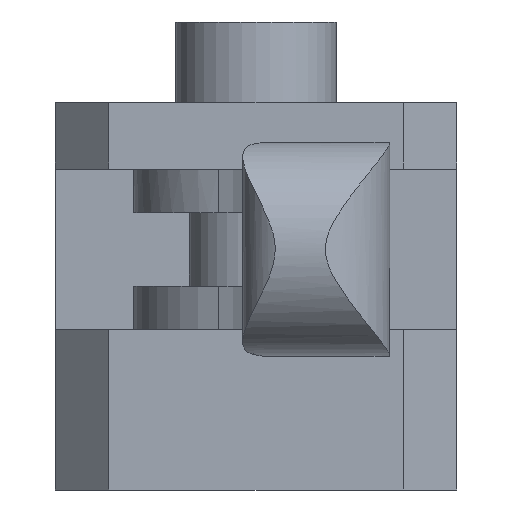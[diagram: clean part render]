
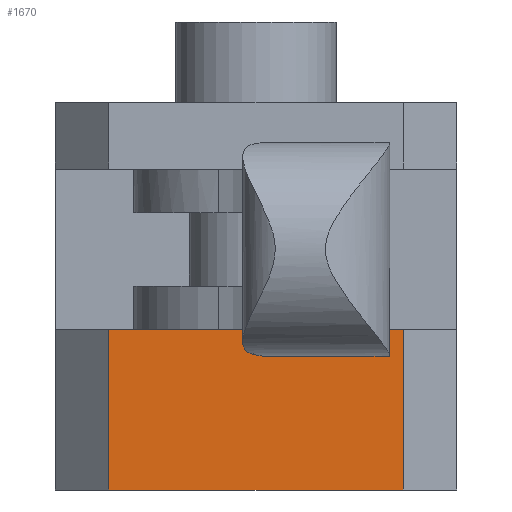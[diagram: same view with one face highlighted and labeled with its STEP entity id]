
A CAD part, left-side view. The second image highlights one B-rep face of the part: STEP entity #1670.
In plain terms, the highlighted planar face has unit normal (-1, 0, 0).
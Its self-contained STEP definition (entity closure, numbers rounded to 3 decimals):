
#44 = CARTESIAN_POINT ( 'NONE',  ( -38.5, 24., 0. ) ) ;
#55 = DIRECTION ( 'NONE',  ( 0., 0., 1. ) ) ;
#143 = EDGE_LOOP ( 'NONE', ( #1377, #2302, #1917, #1560 ) ) ;
#158 = VECTOR ( 'NONE', #55, 1000. ) ;
#181 = CARTESIAN_POINT ( 'NONE',  ( -38.5, -2., 0. ) ) ;
#261 = FACE_OUTER_BOUND ( 'NONE', #143, .T. ) ;
#271 = VERTEX_POINT ( 'NONE', #847 ) ;
#300 = VERTEX_POINT ( 'NONE', #2383 ) ;
#314 = DIRECTION ( 'NONE',  ( 0., 1., 0. ) ) ;
#411 = VERTEX_POINT ( 'NONE', #2151 ) ;
#419 = DIRECTION ( 'NONE',  ( 0., 0., -1. ) ) ;
#486 = DIRECTION ( 'NONE',  ( -1., 0., 0. ) ) ;
#847 = CARTESIAN_POINT ( 'NONE',  ( -38.5, -2., 12. ) ) ;
#869 = VECTOR ( 'NONE', #314, 1000. ) ;
#912 = AXIS2_PLACEMENT_3D ( 'NONE', #44, #486, #1337 ) ;
#926 = CARTESIAN_POINT ( 'NONE',  ( -38.5, -2., 12. ) ) ;
#1039 = CARTESIAN_POINT ( 'NONE',  ( -38.5, 20., 0. ) ) ;
#1100 = PLANE ( 'NONE',  #912 ) ;
#1104 = EDGE_CURVE ( 'NONE', #300, #271, #1733, .T. ) ;
#1145 = CARTESIAN_POINT ( 'NONE',  ( -38.5, 24., 12. ) ) ;
#1156 = DIRECTION ( 'NONE',  ( 0., -1., 0. ) ) ;
#1337 = DIRECTION ( 'NONE',  ( 0., -1., 0. ) ) ;
#1377 = ORIENTED_EDGE ( 'NONE', *, *, #1843, .F. ) ;
#1461 = LINE ( 'NONE', #1039, #2154 ) ;
#1560 = ORIENTED_EDGE ( 'NONE', *, *, #1583, .T. ) ;
#1583 = EDGE_CURVE ( 'NONE', #300, #411, #1461, .T. ) ;
#1670 = ADVANCED_FACE ( 'NONE', ( #261 ), #1100, .T. ) ;
#1690 = EDGE_CURVE ( 'NONE', #1908, #271, #2567, .T. ) ;
#1733 = LINE ( 'NONE', #1145, #2397 ) ;
#1817 = CARTESIAN_POINT ( 'NONE',  ( -38.5, -6., 0. ) ) ;
#1843 = EDGE_CURVE ( 'NONE', #1908, #411, #2211, .T. ) ;
#1908 = VERTEX_POINT ( 'NONE', #181 ) ;
#1917 = ORIENTED_EDGE ( 'NONE', *, *, #1104, .F. ) ;
#2151 = CARTESIAN_POINT ( 'NONE',  ( -38.5, 20., 0. ) ) ;
#2154 = VECTOR ( 'NONE', #419, 1000. ) ;
#2211 = LINE ( 'NONE', #1817, #869 ) ;
#2302 = ORIENTED_EDGE ( 'NONE', *, *, #1690, .T. ) ;
#2383 = CARTESIAN_POINT ( 'NONE',  ( -38.5, 20., 12. ) ) ;
#2397 = VECTOR ( 'NONE', #1156, 1000. ) ;
#2567 = LINE ( 'NONE', #926, #158 ) ;
